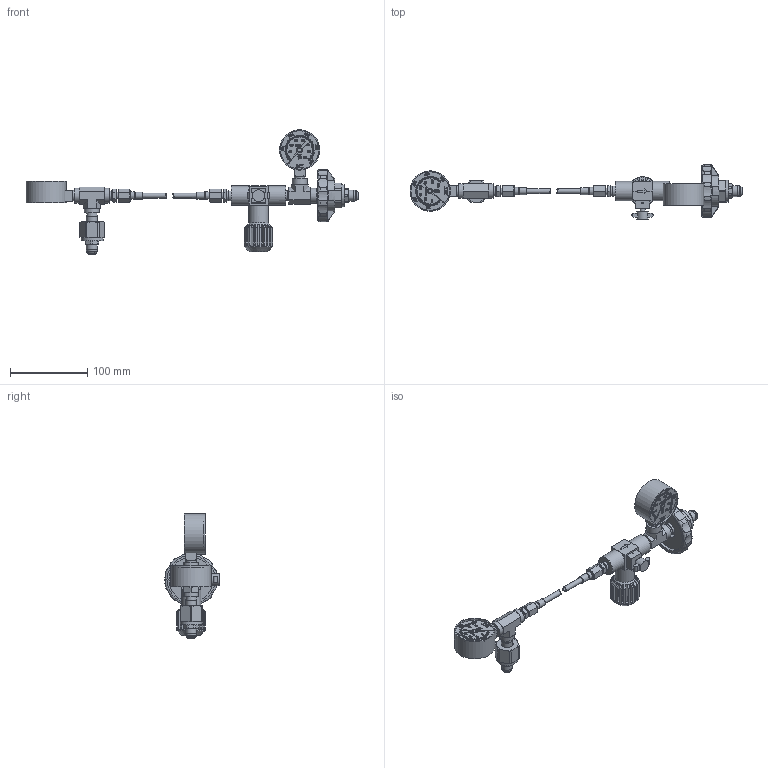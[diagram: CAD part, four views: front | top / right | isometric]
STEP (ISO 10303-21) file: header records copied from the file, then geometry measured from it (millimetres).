
FILE_DESCRIPTION(('STEP AP214'),'1');
FILE_NAME('00GSE-1108-xx_C0 (TR-105c Transfiller Assy, CGA to CGA).stp','2024-03-28T19:22:27',(' '),(' '),'Spatial InterOp 3D',' ',' ');
FILE_SCHEMA(('AUTOMOTIVE_DESIGN { 1 0 10303 214 1 1 1 1 }'));
Length unit declared in the file: inch
Products named in the file (26): 00GSE-0905-00$-0 [CTG]    (Transfiller Subassy, JIC-4M Supply Adapter, CGA-540N, Right-Angle, w/ Gauge); 00HDW-0370-01$C1 (CGA-540 Nipple x 1/4-18 MNPT, Modified, Brass) [nee Superior NP-211] [DV]; 00HDW-0358-00 (CGA-540 Nut, .903-14, Brass) [Superior N-71]; 00HDW-0332-00 (Tee, 1/4-18 FNPT, Brass) [Parker 1/4_MMO]; 00HDW-0319-00 (Adapter, 1/4-18 MNPT x JIC-4M, Brass) [Parker 4-4_FTX]; 00CPG-1017-00 (Pressure Gauge, 1/4-18 MNPT, 0-5000 psi) [Ashcroft 20W1005H02LX6B5000]; Gauge  Body; Nut/Threads; #4391; Inner Scale (hash/text/bar/Red); Outer Scale (hash/text/psi/Red); Pointer; 09005-0001-00 (Retaining Ring, 5/8" External Side Mount, Steel) [Rotorclip E-62ST ZD B100]; 00GSE-1108-xx$C0 (TR-105c Transfiller Assy, CGA to CGA); 00HDW-0013-xx (Flex Hose 4JICF-F, JIC-4F x JIC-4F x L, Brass) [~01]; 00GSE-0915-00$-0 [CHBG] (Transfiller Subassy, JIC-4M Transfer Adapter, CGA-540N, Hand-Tight Nut, Bleed Valve, Gauge); 00HDW-0362-00 (CGA-540 Nut, Hand-Tight, Green Plastic Handle) [Superior HTN-71P]; Hand Grip Wheel; 00HDW-0334-00 (Street Tee, 1/4-18 MNPT x 1/4-18 FNPT, Brass) [Parker 1/4_MRO]; 00HDW-0397-02 (In-Line Transfer Valve w/ Bleed, _-18 FNPT x _-18 FNPT) [Inflatation Systems LV-3] [01]; Valve Body; Control Knob; Bleed Knob
Assembly tree (26 placements, depth 4):
  00GSE-1108-xx$C0 (TR-105c Transfiller Assy, CGA to CGA)
    00GSE-0905-00$-0 [CTG]    (Transfiller Subassy, JIC-4M Supply Adapter, CGA-540N, Right-Angle, w/ Gauge)
      00HDW-0370-01$C1 (CGA-540 Nipple x 1/4-18 MNPT, Modified, Brass) [nee Superior NP-211] [DV]
      00HDW-0358-00 (CGA-540 Nut, .903-14, Brass) [Superior N-71]
      00HDW-0332-00 (Tee, 1/4-18 FNPT, Brass) [Parker 1/4_MMO]
      00HDW-0319-00 (Adapter, 1/4-18 MNPT x JIC-4M, Brass) [Parker 4-4_FTX]
      00CPG-1017-00 (Pressure Gauge, 1/4-18 MNPT, 0-5000 psi) [Ashcroft 20W1005H02LX6B5000]
        Gauge  Body
        Nut/Threads
        #4391
        Inner Scale (hash/text/bar/Red)
        Outer Scale (hash/text/psi/Red)
        Pointer
      09005-0001-00 (Retaining Ring, 5/8" External Side Mount, Steel) [Rotorclip E-62ST ZD B100]
    00HDW-0013-xx (Flex Hose 4JICF-F, JIC-4F x JIC-4F x L, Brass) [~01]
    00GSE-0915-00$-0 [CHBG] (Transfiller Subassy, JIC-4M Transfer Adapter, CGA-540N, Hand-Tight Nut, Bleed Valve, Gauge)
      00HDW-0370-01$C1 (CGA-540 Nipple x 1/4-18 MNPT, Modified, Brass) [nee Superior NP-211] [DV]
      00HDW-0362-00 (CGA-540 Nut, Hand-Tight, Green Plastic Handle) [Superior HTN-71P]
        00HDW-0358-00 (CGA-540 Nut, .903-14, Brass) [Superior N-71]
        Hand Grip Wheel
      00HDW-0334-00 (Street Tee, 1/4-18 MNPT x 1/4-18 FNPT, Brass) [Parker 1/4_MRO]
      00HDW-0397-02 (In-Line Transfer Valve w/ Bleed, _-18 FNPT x _-18 FNPT) [Inflatation Systems LV-3] [01]
        Valve Body
        Control Knob
        Bleed Knob
      00HDW-0319-00 (Adapter, 1/4-18 MNPT x JIC-4M, Brass) [Parker 4-4_FTX]
      00CPG-1017-00 (Pressure Gauge, 1/4-18 MNPT, 0-5000 psi) [Ashcroft 20W1005H02LX6B5000]
        Gauge  Body
        Nut/Threads
        #4391
        Inner Scale (hash/text/bar/Red)
        Outer Scale (hash/text/psi/Red)
        Pointer
Bounding box: 428.46 x 70.05 x 160.56 mm (x, y, z)
Volume: 310561.6 mm3; surface area: 103718.3 mm2
Topology: 141 solids, 141 shells, 7259 faces, 20553 edges, 13642 vertices
Faces by surface type: plane 6719, cylinder 355, cone 144, torus 37, sphere 4
Full cylindrical faces by diameter (mm): 1.575 x2, 4.369 x2, 4.75 x3, 5.08 x2, 5.385 x2, 6.35 x8, 6.477 x2, 6.756 x2, 7.137 x3, 7.544 x2, 7.874 x2, 9.144 x2, 9.246 x4, 9.652 x2, 9.779 x2, 10.719 x4, 11.112 x6, 12.717 x1, 12.751 x2, 13.067 x2, 14.148 x2, 14.224 x4, 14.478 x2, 15.24 x1, 19.05 x5, 21.133 x2, 23.019 x1, 23.063 x2, 25.019 x3, 28.575 x2
Entity records: 157288 total; most frequent: CARTESIAN_POINT 24178, ORIENTED_EDGE 21650, DIRECTION 19313, EDGE_CURVE 10825, LINE 9809, VECTOR 9809, VERTEX_POINT 7247, AXIS2_PLACEMENT_3D 4752
